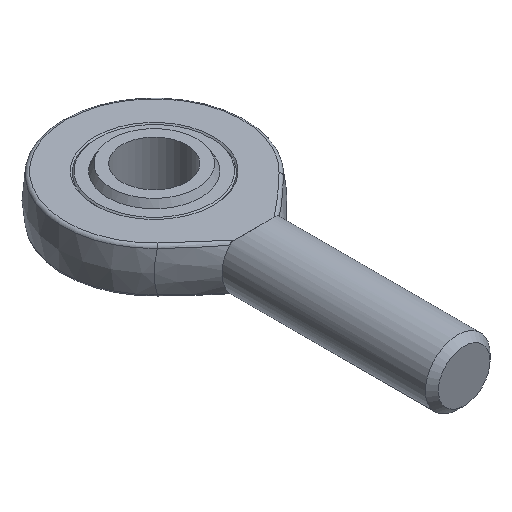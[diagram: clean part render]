
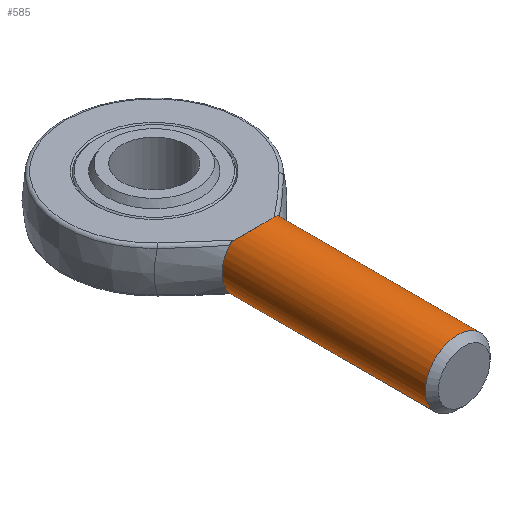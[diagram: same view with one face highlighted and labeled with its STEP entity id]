
A CAD part, isometric view. The second image highlights one B-rep face of the part: STEP entity #585.
In plain terms, the highlighted cylindrical face has radius 5 mm (diameter 10 mm), a full revolution.
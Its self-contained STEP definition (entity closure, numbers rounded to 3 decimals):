
#4 = CARTESIAN_POINT ( 'NONE',  ( -3.759, -15.506, 3.298 ) ) ;
#9 = CARTESIAN_POINT ( 'NONE',  ( 3.76, -15.506, 3.298 ) ) ;
#21 = ORIENTED_EDGE ( 'NONE', *, *, #432, .T. ) ;
#38 = CARTESIAN_POINT ( 'NONE',  ( -3.651, -15.422, -3.416 ) ) ;
#45 = EDGE_CURVE ( 'NONE', #558, #680, #570, .T. ) ;
#56 = CARTESIAN_POINT ( 'NONE',  ( -1.543, -17.675, -5.669 ) ) ;
#59 = ORIENTED_EDGE ( 'NONE', *, *, #460, .T. ) ;
#71 = CARTESIAN_POINT ( 'NONE',  ( -1.543, -17.675, 5.669 ) ) ;
#80 = ORIENTED_EDGE ( 'NONE', *, *, #45, .T. ) ;
#94 = DIRECTION ( 'NONE',  ( 0., 0., -1. ) ) ;
#112 = CARTESIAN_POINT ( 'NONE',  ( -3.818, -15.506, 3.228 ) ) ;
#142 = FACE_OUTER_BOUND ( 'NONE', #702, .T. ) ;
#144 = B_SPLINE_CURVE_WITH_KNOTS ( 'NONE', 3,
 ( #574, #9, #638, #860 ),
 .UNSPECIFIED., .F., .F.,
 ( 4, 4 ),
 ( 0., 0. ),
 .UNSPECIFIED. ) ;
#146 = DIRECTION ( 'NONE',  ( 0., 0., -1. ) ) ;
#147 = CYLINDRICAL_SURFACE ( 'NONE', #151, 5. ) ;
#151 = AXIS2_PLACEMENT_3D ( 'NONE', #425, #216, #204 ) ;
#172 = ORIENTED_EDGE ( 'NONE', *, *, #391, .T. ) ;
#196 = CARTESIAN_POINT ( 'NONE',  ( 3.651, -15.422, -3.416 ) ) ;
#199 = CARTESIAN_POINT ( 'NONE',  ( -3.651, -15.422, -3.416 ) ) ;
#204 = DIRECTION ( 'NONE',  ( 0., 0., -1. ) ) ;
#207 = EDGE_CURVE ( 'NONE', #398, #663, #277, .T. ) ;
#209 = AXIS2_PLACEMENT_3D ( 'NONE', #562, #777, #483 ) ;
#216 = DIRECTION ( 'NONE',  ( 0., -1., 0. ) ) ;
#217 = ORIENTED_EDGE ( 'NONE', *, *, #802, .T. ) ;
#220 = FACE_OUTER_BOUND ( 'NONE', #512, .T. ) ;
#224 = CARTESIAN_POINT ( 'NONE',  ( 0., -47., 0. ) ) ;
#251 = AXIS2_PLACEMENT_3D ( 'NONE', #224, #376, #94 ) ;
#257 = ORIENTED_EDGE ( 'NONE', *, *, #911, .F. ) ;
#265 = CARTESIAN_POINT ( 'NONE',  ( 1.543, -17.675, -5.669 ) ) ;
#267 = CARTESIAN_POINT ( 'NONE',  ( -3.818, -15.506, -3.228 ) ) ;
#270 = CARTESIAN_POINT ( 'NONE',  ( 3.818, -15.506, 3.228 ) ) ;
#277 =( BOUNDED_CURVE ( )  B_SPLINE_CURVE ( 3, ( #602, #265, #56, #38 ),
 .UNSPECIFIED., .F., .T. ) 
 B_SPLINE_CURVE_WITH_KNOTS ( ( 4, 4 ),
 ( 5.465, 7.102 ),
 .UNSPECIFIED. ) 
 CURVE ( )  GEOMETRIC_REPRESENTATION_ITEM ( )  RATIONAL_B_SPLINE_CURVE ( ( 1., 0.789, 0.789, 1. ) ) 
 REPRESENTATION_ITEM ( '' )  );
#280 = CARTESIAN_POINT ( 'NONE',  ( -3.651, -15.422, 3.416 ) ) ;
#284 = CARTESIAN_POINT ( 'NONE',  ( -3.818, -15.506, 3.228 ) ) ;
#287 = VERTEX_POINT ( 'NONE', #738 ) ;
#290 = DIRECTION ( 'NONE',  ( 0., -1., 0. ) ) ;
#301 = B_SPLINE_CURVE_WITH_KNOTS ( 'NONE', 3,
 ( #267, #855, #642, #199 ),
 .UNSPECIFIED., .F., .F.,
 ( 4, 4 ),
 ( 0., 0. ),
 .UNSPECIFIED. ) ;
#321 = ORIENTED_EDGE ( 'NONE', *, *, #546, .F. ) ;
#329 = VERTEX_POINT ( 'NONE', #386 ) ;
#330 = ORIENTED_EDGE ( 'NONE', *, *, #207, .F. ) ;
#353 = CARTESIAN_POINT ( 'NONE',  ( 0., -15.506, 0. ) ) ;
#376 = DIRECTION ( 'NONE',  ( 0., -1., 0. ) ) ;
#386 = CARTESIAN_POINT ( 'NONE',  ( 0., -47., -5. ) ) ;
#391 = EDGE_CURVE ( 'NONE', #835, #407, #144, .T. ) ;
#398 = VERTEX_POINT ( 'NONE', #430 ) ;
#407 = VERTEX_POINT ( 'NONE', #925 ) ;
#425 = CARTESIAN_POINT ( 'NONE',  ( 0., -48., 0. ) ) ;
#430 = CARTESIAN_POINT ( 'NONE',  ( 3.651, -15.422, -3.416 ) ) ;
#432 = EDGE_CURVE ( 'NONE', #287, #835, #667, .T. ) ;
#460 = EDGE_CURVE ( 'NONE', #680, #699, #816, .T. ) ;
#461 = CARTESIAN_POINT ( 'NONE',  ( 3.818, -15.506, -3.228 ) ) ;
#472 =( BOUNDED_CURVE ( )  B_SPLINE_CURVE ( 3, ( #280, #71, #729, #566 ),
 .UNSPECIFIED., .F., .T. ) 
 B_SPLINE_CURVE_WITH_KNOTS ( ( 4, 4 ),
 ( 5.465, 7.102 ),
 .UNSPECIFIED. ) 
 CURVE ( )  GEOMETRIC_REPRESENTATION_ITEM ( )  RATIONAL_B_SPLINE_CURVE ( ( 1., 0.789, 0.789, 1. ) ) 
 REPRESENTATION_ITEM ( '' )  );
#483 = DIRECTION ( 'NONE',  ( 0., 0., -1. ) ) ;
#485 = CARTESIAN_POINT ( 'NONE',  ( 3.698, -15.482, -3.366 ) ) ;
#500 = CARTESIAN_POINT ( 'NONE',  ( -3.651, -15.422, 3.416 ) ) ;
#511 = EDGE_CURVE ( 'NONE', #699, #663, #301, .T. ) ;
#512 = EDGE_LOOP ( 'NONE', ( #257 ) ) ;
#546 = EDGE_CURVE ( 'NONE', #558, #407, #472, .T. ) ;
#558 = VERTEX_POINT ( 'NONE', #500 ) ;
#562 = CARTESIAN_POINT ( 'NONE',  ( 0., -15.506, 0. ) ) ;
#566 = CARTESIAN_POINT ( 'NONE',  ( 3.651, -15.422, 3.416 ) ) ;
#570 = B_SPLINE_CURVE_WITH_KNOTS ( 'NONE', 3,
 ( #719, #646, #4, #284 ),
 .UNSPECIFIED., .F., .F.,
 ( 4, 4 ),
 ( 0., 0. ),
 .UNSPECIFIED. ) ;
#574 = CARTESIAN_POINT ( 'NONE',  ( 3.818, -15.506, 3.228 ) ) ;
#584 = CIRCLE ( 'NONE', #251, 5. ) ;
#585 = ADVANCED_FACE ( 'NONE', ( #142, #220 ), #147, .T. ) ;
#600 = CARTESIAN_POINT ( 'NONE',  ( -3.651, -15.422, -3.416 ) ) ;
#602 = CARTESIAN_POINT ( 'NONE',  ( 3.651, -15.422, -3.416 ) ) ;
#605 = AXIS2_PLACEMENT_3D ( 'NONE', #353, #290, #146 ) ;
#638 = CARTESIAN_POINT ( 'NONE',  ( 3.698, -15.482, 3.366 ) ) ;
#642 = CARTESIAN_POINT ( 'NONE',  ( -3.698, -15.482, -3.366 ) ) ;
#646 = CARTESIAN_POINT ( 'NONE',  ( -3.698, -15.482, 3.366 ) ) ;
#663 = VERTEX_POINT ( 'NONE', #600 ) ;
#667 = CIRCLE ( 'NONE', #605, 5. ) ;
#680 = VERTEX_POINT ( 'NONE', #112 ) ;
#689 = CARTESIAN_POINT ( 'NONE',  ( 3.759, -15.506, -3.298 ) ) ;
#699 = VERTEX_POINT ( 'NONE', #822 ) ;
#702 = EDGE_LOOP ( 'NONE', ( #330, #217, #21, #172, #321, #80, #59, #776 ) ) ;
#719 = CARTESIAN_POINT ( 'NONE',  ( -3.651, -15.422, 3.416 ) ) ;
#729 = CARTESIAN_POINT ( 'NONE',  ( 1.543, -17.675, 5.669 ) ) ;
#738 = CARTESIAN_POINT ( 'NONE',  ( 3.818, -15.506, -3.228 ) ) ;
#763 = B_SPLINE_CURVE_WITH_KNOTS ( 'NONE', 3,
 ( #196, #485, #689, #461 ),
 .UNSPECIFIED., .F., .F.,
 ( 4, 4 ),
 ( 0., 0. ),
 .UNSPECIFIED. ) ;
#776 = ORIENTED_EDGE ( 'NONE', *, *, #511, .T. ) ;
#777 = DIRECTION ( 'NONE',  ( 0., -1., 0. ) ) ;
#802 = EDGE_CURVE ( 'NONE', #398, #287, #763, .T. ) ;
#816 = CIRCLE ( 'NONE', #209, 5. ) ;
#822 = CARTESIAN_POINT ( 'NONE',  ( -3.818, -15.506, -3.228 ) ) ;
#835 = VERTEX_POINT ( 'NONE', #270 ) ;
#855 = CARTESIAN_POINT ( 'NONE',  ( -3.76, -15.506, -3.298 ) ) ;
#860 = CARTESIAN_POINT ( 'NONE',  ( 3.651, -15.422, 3.416 ) ) ;
#911 = EDGE_CURVE ( 'NONE', #329, #329, #584, .T. ) ;
#925 = CARTESIAN_POINT ( 'NONE',  ( 3.651, -15.422, 3.416 ) ) ;
